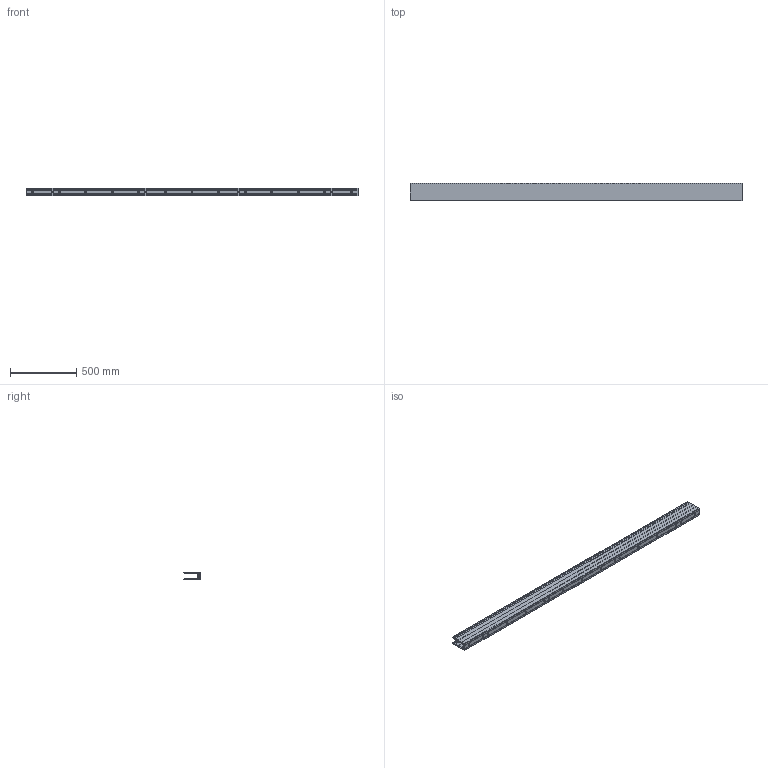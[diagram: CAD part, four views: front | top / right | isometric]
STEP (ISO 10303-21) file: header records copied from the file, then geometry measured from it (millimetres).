
FILE_DESCRIPTION (( 'STEP AP214' ), '1' );
FILE_NAME ('AL_0004-PRO-2500-S-E.STEP', '2023-03-24T08:48:00', ( '' ), ( '' ), 'SwSTEP 2.0', 'SolidWorks 2019', '' );
FILE_SCHEMA (( 'AUTOMOTIVE_DESIGN' ));
Length unit declared in the file: millimetre
Products named in the file (1): AL_0004-PRO-2500-S-E
Bounding box: 2500 x 130 x 60 mm (x, y, z)
Volume: 5671049.8 mm3; surface area: 2929549.6 mm2
Topology: 1 solids, 1 shells, 494 faces, 1554 edges, 1036 vertices
Faces by surface type: cylinder 352, plane 142
Entity records: 20170 total; most frequent: CARTESIAN_POINT 6751, ORIENTED_EDGE 3108, DIRECTION 2494, EDGE_CURVE 1554, VERTEX_POINT 1036, AXIS2_PLACEMENT_3D 887, LINE 720, VECTOR 720
